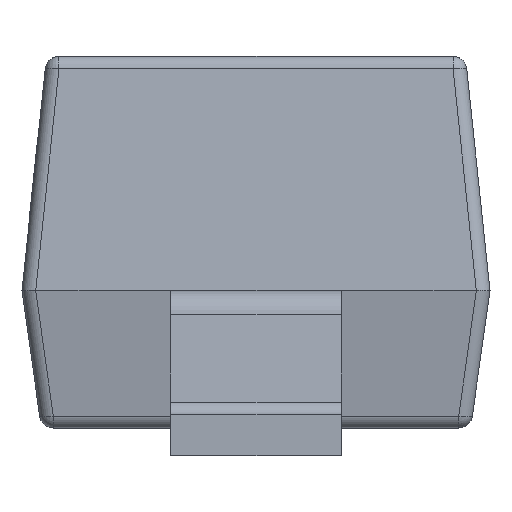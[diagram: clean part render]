
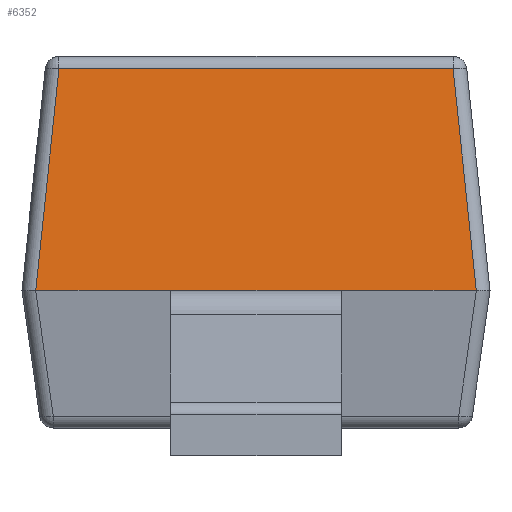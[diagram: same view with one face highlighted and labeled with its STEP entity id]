
A CAD part, left-side view. The second image highlights one B-rep face of the part: STEP entity #6352.
In plain terms, the highlighted planar face has unit normal (-0.995, 0, 0.104).
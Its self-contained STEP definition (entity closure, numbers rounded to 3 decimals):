
#222 = PLANE ( 'NONE',  #580 ) ;
#304 = DIRECTION ( 'NONE',  ( 0.105, 0., 0.995 ) ) ;
#580 = AXIS2_PLACEMENT_3D ( 'NONE', #9830, #3448, #304 ) ;
#706 = EDGE_CURVE ( 'NONE', #5539, #12723, #1052, .T. ) ;
#995 = ORIENTED_EDGE ( 'NONE', *, *, #2975, .T. ) ;
#1052 = LINE ( 'NONE', #12853, #6729 ) ;
#1395 = VECTOR ( 'NONE', #5604, 1000. ) ;
#1575 = LINE ( 'NONE', #10950, #1395 ) ;
#1591 = VERTEX_POINT ( 'NONE', #5014 ) ;
#1648 = CARTESIAN_POINT ( 'NONE',  ( -1.425, 0.31, 0. ) ) ;
#1867 = VECTOR ( 'NONE', #4538, 1000. ) ;
#2212 = VERTEX_POINT ( 'NONE', #8893 ) ;
#2563 = DIRECTION ( 'NONE',  ( 0., -1., 0. ) ) ;
#2644 = DIRECTION ( 'NONE',  ( 0., -1., 0. ) ) ;
#2975 = EDGE_CURVE ( 'NONE', #4028, #8458, #11227, .T. ) ;
#3448 = DIRECTION ( 'NONE',  ( -0.995, 0., 0.105 ) ) ;
#3687 = VECTOR ( 'NONE', #2563, 1000. ) ;
#3711 = CARTESIAN_POINT ( 'NONE',  ( -1.425, 0.85, 0. ) ) ;
#4028 = VERTEX_POINT ( 'NONE', #7487 ) ;
#4538 = DIRECTION ( 'NONE',  ( -0.104, 0.104, -0.989 ) ) ;
#5014 = CARTESIAN_POINT ( 'NONE',  ( -1.425, -0.31, 0. ) ) ;
#5248 = EDGE_CURVE ( 'NONE', #2212, #5539, #7611, .T. ) ;
#5293 = ORIENTED_EDGE ( 'NONE', *, *, #10373, .T. ) ;
#5539 = VERTEX_POINT ( 'NONE', #8830 ) ;
#5562 = ORIENTED_EDGE ( 'NONE', *, *, #12314, .T. ) ;
#5586 = LINE ( 'NONE', #9803, #1867 ) ;
#5604 = DIRECTION ( 'NONE',  ( 0., -1., 0. ) ) ;
#5840 = VECTOR ( 'NONE', #2644, 1000. ) ;
#6144 = ORIENTED_EDGE ( 'NONE', *, *, #706, .T. ) ;
#6352 = ADVANCED_FACE ( 'NONE', ( #12968 ), #222, .T. ) ;
#6505 = CARTESIAN_POINT ( 'NONE',  ( -1.407, -0.782, 0.17 ) ) ;
#6729 = VECTOR ( 'NONE', #7440, 1000. ) ;
#7242 = VECTOR ( 'NONE', #12966, 1000. ) ;
#7440 = DIRECTION ( 'NONE',  ( 0., 1., 0. ) ) ;
#7487 = CARTESIAN_POINT ( 'NONE',  ( -1.425, 0.8, 0. ) ) ;
#7611 = LINE ( 'NONE', #6505, #7242 ) ;
#8373 = ORIENTED_EDGE ( 'NONE', *, *, #5248, .T. ) ;
#8458 = VERTEX_POINT ( 'NONE', #11041 ) ;
#8498 = ORIENTED_EDGE ( 'NONE', *, *, #10436, .T. ) ;
#8830 = CARTESIAN_POINT ( 'NONE',  ( -1.34, -0.716, 0.805 ) ) ;
#8893 = CARTESIAN_POINT ( 'NONE',  ( -1.425, -0.8, 0. ) ) ;
#9803 = CARTESIAN_POINT ( 'NONE',  ( -1.426, 0.801, -0.005 ) ) ;
#9830 = CARTESIAN_POINT ( 'NONE',  ( -1.425, 0.85, 0. ) ) ;
#10373 = EDGE_CURVE ( 'NONE', #1591, #2212, #1575, .T. ) ;
#10436 = EDGE_CURVE ( 'NONE', #8458, #1591, #11154, .T. ) ;
#10950 = CARTESIAN_POINT ( 'NONE',  ( -1.425, 0.85, 0. ) ) ;
#11041 = CARTESIAN_POINT ( 'NONE',  ( -1.425, 0.31, 0. ) ) ;
#11154 = LINE ( 'NONE', #1648, #5840 ) ;
#11227 = LINE ( 'NONE', #3711, #3687 ) ;
#12126 = CARTESIAN_POINT ( 'NONE',  ( -1.34, 0.716, 0.805 ) ) ;
#12314 = EDGE_CURVE ( 'NONE', #12723, #4028, #5586, .T. ) ;
#12723 = VERTEX_POINT ( 'NONE', #12126 ) ;
#12853 = CARTESIAN_POINT ( 'NONE',  ( -1.34, 0.761, 0.805 ) ) ;
#12966 = DIRECTION ( 'NONE',  ( 0.104, 0.104, 0.989 ) ) ;
#12968 = FACE_OUTER_BOUND ( 'NONE', #13571, .T. ) ;
#13571 = EDGE_LOOP ( 'NONE', ( #5293, #8373, #6144, #5562, #995, #8498 ) ) ;
